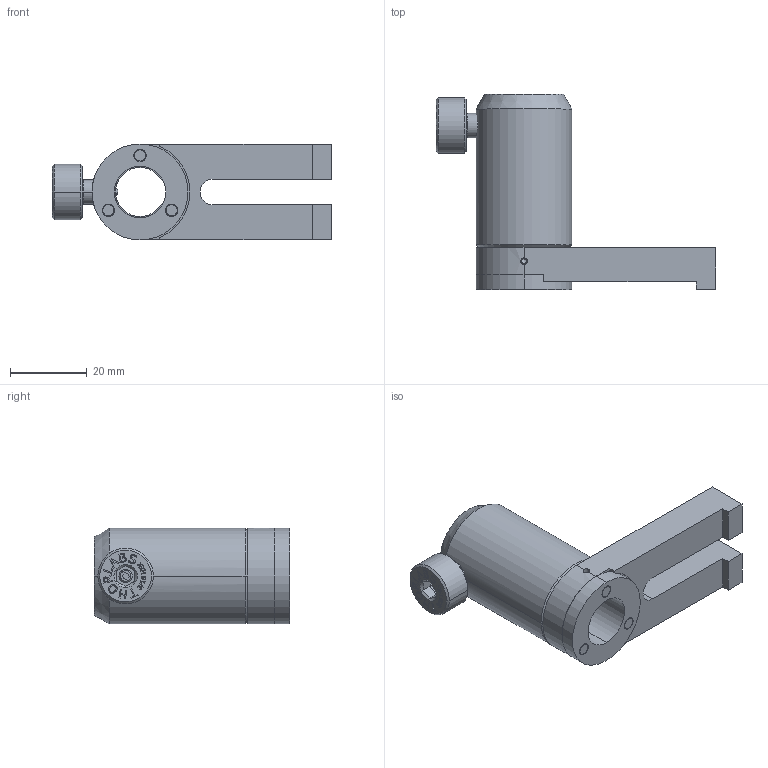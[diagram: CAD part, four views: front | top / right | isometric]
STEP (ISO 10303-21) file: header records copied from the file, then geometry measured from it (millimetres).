
FILE_DESCRIPTION (( 'STEP AP214' ), '1' );
FILE_NAME ('2876-E0W.STEP', '2010-01-27T19:47:45', ( 'Admin' ), ( 'Thorlabs, Inc.' ), 'SwSTEP 2.0', 'SolidWorks 2009', '' );
FILE_SCHEMA (( 'AUTOMOTIVE_DESIGN' ));
Length unit declared in the file: inch
Products named in the file (1): 2876-E0W
Bounding box: 72.91 x 50.85 x 24.99 mm (x, y, z)
Volume: 25885.3 mm3; surface area: 13971.1 mm2
Topology: 10 solids, 10 shells, 428 faces, 1094 edges, 706 vertices
Faces by surface type: plane 207, bspline 89, cylinder 82, cone 34, torus 14, sphere 2
Entity records: 25876 total; most frequent: CARTESIAN_POINT 10495, ORIENTED_EDGE 2160, DIRECTION 1681, EDGE_CURVE 1080, VERTEX_POINT 704, VECTOR 659, LINE 659, AXIS2_PLACEMENT_3D 511
